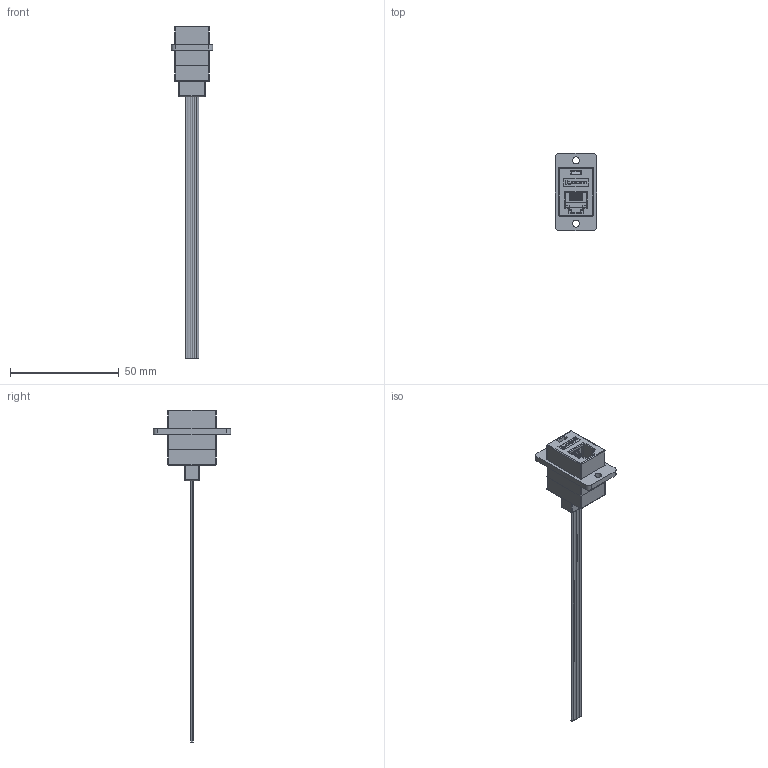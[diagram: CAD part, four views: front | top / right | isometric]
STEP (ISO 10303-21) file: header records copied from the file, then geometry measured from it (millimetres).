
FILE_DESCRIPTION (( 'STEP AP214' ), '1' );
FILE_NAME ('ECJ504-6.STEP', '2012-11-19T20:22:00', ( 'x' ), ( '' ), 'SwSTEP 2.0', 'SolidWorks 2012', '' );
FILE_SCHEMA (( 'AUTOMOTIVE_DESIGN' ));
Length unit declared in the file: inch
Products named in the file (8): ECJ504-6-MA1; 1AG01-098; 1AG01-095_6x6; WIRE BOTTOM ROW; WIRE TOP ROW; 1AG01-096; 1AG01-108_with flange; ECJ504-6
Assembly tree (16 placements, depth 3):
  ECJ504-6
    1AG01-108_with flange
    1AG01-095_6x6
      1AG01-096
      WIRE TOP ROW  x3
      WIRE BOTTOM ROW  x3
    1AG01-098
    ECJ504-6-MA1  x6
Bounding box: 19.05 x 35.56 x 152.35 mm (x, y, z)
Volume: 6013.5 mm3; surface area: 10067.8 mm2
Topology: 15 solids, 15 shells, 518 faces, 1324 edges, 839 vertices
Faces by surface type: plane 286, cylinder 170, bspline 24, torus 24, sphere 14
Entity records: 15091 total; most frequent: CARTESIAN_POINT 2727, ORIENTED_EDGE 2328, DIRECTION 2228, EDGE_CURVE 1164, VECTOR 844, LINE 844, VERTEX_POINT 751, AXIS2_PLACEMENT_3D 692
